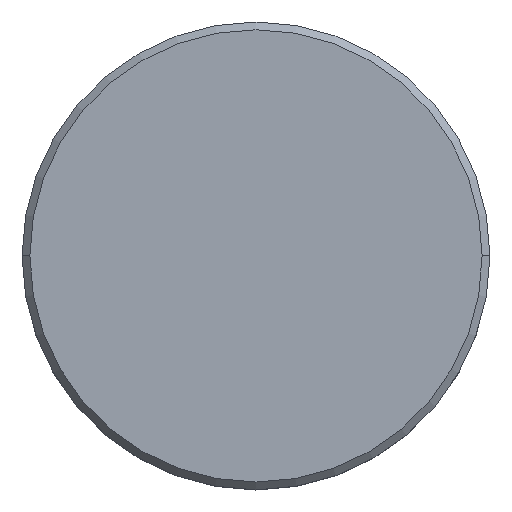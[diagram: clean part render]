
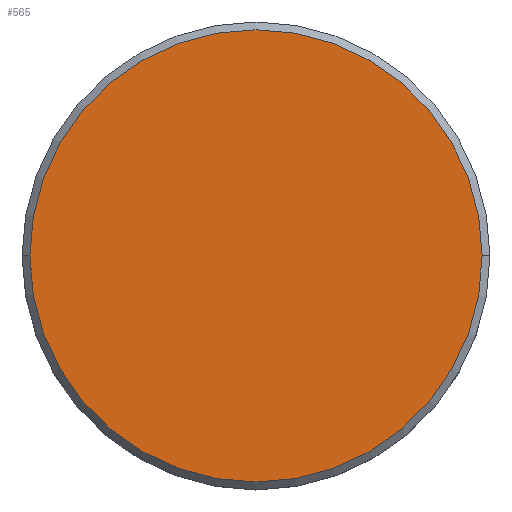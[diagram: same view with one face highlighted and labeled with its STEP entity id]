
A CAD part, top view. The second image highlights one B-rep face of the part: STEP entity #565.
In plain terms, the highlighted planar face has unit normal (0, 0, 1).
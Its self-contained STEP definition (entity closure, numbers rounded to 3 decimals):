
#13 = EDGE_LOOP ( 'NONE', ( #303, #461 ) ) ;
#23 = DIRECTION ( 'NONE',  ( 1., 0., 0. ) ) ;
#87 = EDGE_CURVE ( 'NONE', #422, #250, #189, .T. ) ;
#152 = EDGE_CURVE ( 'NONE', #250, #422, #212, .T. ) ;
#189 = CIRCLE ( 'NONE', #332, 14.5 ) ;
#212 = CIRCLE ( 'NONE', #475, 14.5 ) ;
#250 = VERTEX_POINT ( 'NONE', #480 ) ;
#283 = CARTESIAN_POINT ( 'NONE',  ( 14.5, 0., 0. ) ) ;
#284 = DIRECTION ( 'NONE',  ( 0., 0., 1. ) ) ;
#295 = AXIS2_PLACEMENT_3D ( 'NONE', #304, #497, #487 ) ;
#296 = FACE_OUTER_BOUND ( 'NONE', #13, .T. ) ;
#303 = ORIENTED_EDGE ( 'NONE', *, *, #152, .T. ) ;
#304 = CARTESIAN_POINT ( 'NONE',  ( 0., 0., 0. ) ) ;
#314 = CARTESIAN_POINT ( 'NONE',  ( 0., 0., 0. ) ) ;
#332 = AXIS2_PLACEMENT_3D ( 'NONE', #314, #514, #23 ) ;
#336 = CARTESIAN_POINT ( 'NONE',  ( 0., 0., 0. ) ) ;
#390 = PLANE ( 'NONE',  #295 ) ;
#422 = VERTEX_POINT ( 'NONE', #283 ) ;
#461 = ORIENTED_EDGE ( 'NONE', *, *, #87, .T. ) ;
#475 = AXIS2_PLACEMENT_3D ( 'NONE', #336, #284, #525 ) ;
#480 = CARTESIAN_POINT ( 'NONE',  ( -14.5, 0., 0. ) ) ;
#487 = DIRECTION ( 'NONE',  ( 1., 0., 0. ) ) ;
#497 = DIRECTION ( 'NONE',  ( 0., 0., 1. ) ) ;
#514 = DIRECTION ( 'NONE',  ( 0., 0., 1. ) ) ;
#525 = DIRECTION ( 'NONE',  ( 1., 0., 0. ) ) ;
#565 = ADVANCED_FACE ( 'NONE', ( #296 ), #390, .T. ) ;
